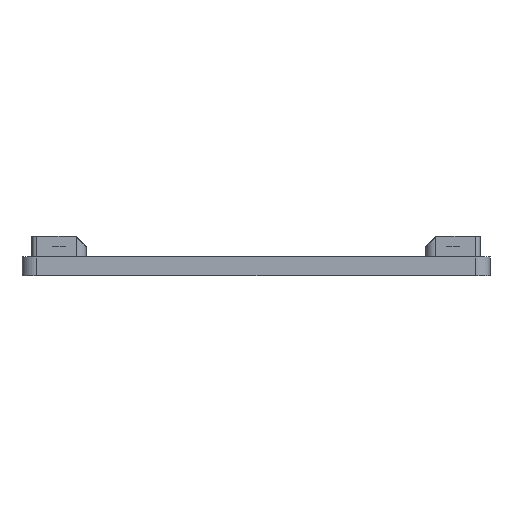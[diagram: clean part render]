
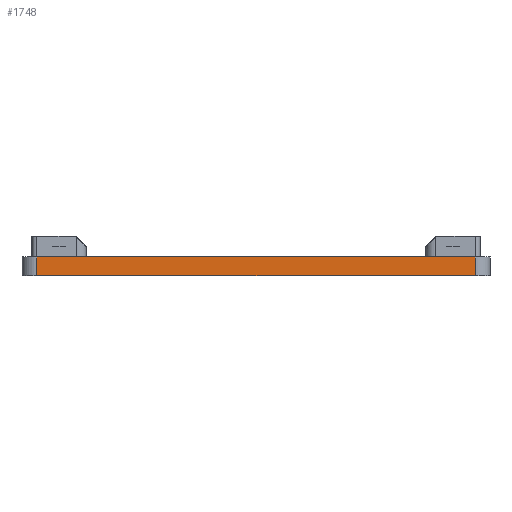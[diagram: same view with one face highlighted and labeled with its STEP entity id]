
A CAD part, left-side view. The second image highlights one B-rep face of the part: STEP entity #1748.
In plain terms, the highlighted planar face has unit normal (-1, 0, 0).
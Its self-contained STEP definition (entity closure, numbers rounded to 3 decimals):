
#280=FACE_OUTER_BOUND('',#386,.T.);
#386=EDGE_LOOP('',(#1509,#1510,#1511,#1512));
#554=LINE('',#2981,#702);
#555=LINE('',#2984,#703);
#556=LINE('',#2986,#704);
#557=LINE('',#2987,#705);
#702=VECTOR('',#2476,10.);
#703=VECTOR('',#2479,10.);
#704=VECTOR('',#2480,10.);
#705=VECTOR('',#2481,10.);
#867=VERTEX_POINT('',#2977);
#868=VERTEX_POINT('',#2979);
#869=VERTEX_POINT('',#2983);
#870=VERTEX_POINT('',#2985);
#1102=EDGE_CURVE('',#867,#868,#554,.T.);
#1103=EDGE_CURVE('',#869,#867,#555,.T.);
#1104=EDGE_CURVE('',#870,#868,#556,.T.);
#1105=EDGE_CURVE('',#869,#870,#557,.T.);
#1509=ORIENTED_EDGE('',*,*,#1103,.T.);
#1510=ORIENTED_EDGE('',*,*,#1102,.T.);
#1511=ORIENTED_EDGE('',*,*,#1104,.F.);
#1512=ORIENTED_EDGE('',*,*,#1105,.F.);
#1648=PLANE('',#1957);
#1748=ADVANCED_FACE('',(#280),#1648,.T.);
#1957=AXIS2_PLACEMENT_3D('',#2982,#2477,#2478);
#2476=DIRECTION('',(0.,0.,-1.));
#2477=DIRECTION('center_axis',(-1.,0.,0.));
#2478=DIRECTION('ref_axis',(0.,1.,0.));
#2479=DIRECTION('',(0.,1.,0.));
#2480=DIRECTION('',(0.,1.,0.));
#2481=DIRECTION('',(0.,0.,-1.));
#2977=CARTESIAN_POINT('',(-76.316,39.985,-26.5));
#2979=CARTESIAN_POINT('',(-76.316,39.985,-30.3));
#2981=CARTESIAN_POINT('',(-76.316,39.985,-26.5));
#2982=CARTESIAN_POINT('Origin',(-76.316,-49.015,-26.5));
#2983=CARTESIAN_POINT('',(-76.316,-49.015,-26.5));
#2984=CARTESIAN_POINT('',(-76.316,-49.015,-26.5));
#2985=CARTESIAN_POINT('',(-76.316,-49.015,-30.3));
#2986=CARTESIAN_POINT('',(-76.316,-49.015,-30.3));
#2987=CARTESIAN_POINT('',(-76.316,-49.015,-26.5));
